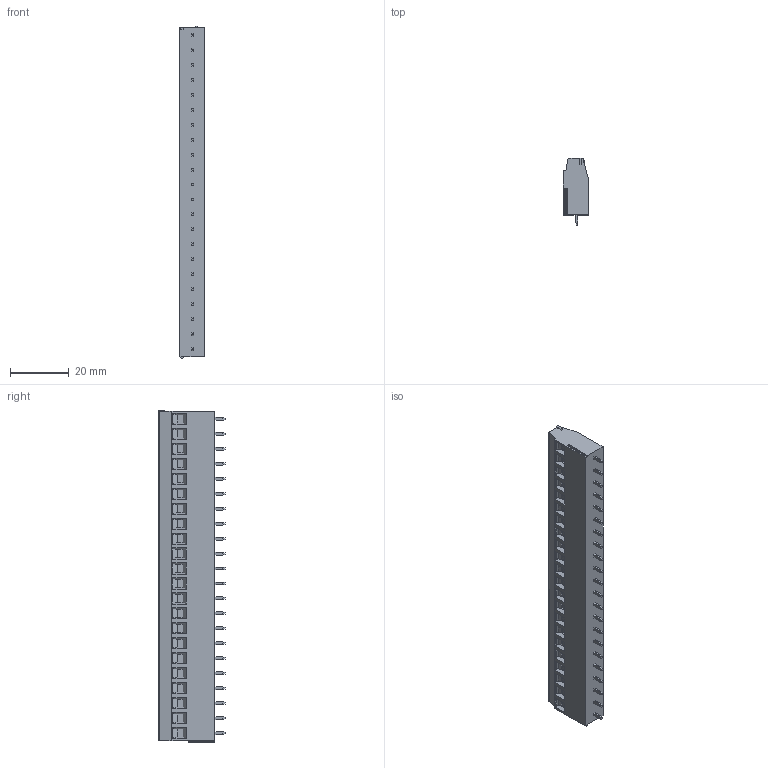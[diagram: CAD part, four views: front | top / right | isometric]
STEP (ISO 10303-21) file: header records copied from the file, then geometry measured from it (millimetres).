
FILE_DESCRIPTION((''),'2;1');
FILE_NAME('PRT0053','2025-01-17T',('yanfa'),(''),'PRO/ENGINEER BY PARAMETRIC TECHNOLOGY CORPORATION, 2009280','PRO/ENGINEER BY PARAMETRIC TECHNOLOGY CORPORATION, 2009280','');
FILE_SCHEMA(('AUTOMOTIVE_DESIGN_CC2 { 1 2 10303 214 -1 1 5 2 }'));
Length unit declared in the file: millimetre
Products named in the file (1): PRT0053
Bounding box: 8.6 x 22.6 x 112.76 mm (x, y, z)
Volume: 16295.9 mm3; surface area: 7437.5 mm2
Topology: 1 solids, 1 shells, 987 faces, 2405 edges, 1486 vertices
Faces by surface type: plane 597, cylinder 236, cone 88, torus 44, sphere 22
Entity records: 29061 total; most frequent: CARTESIAN_POINT 5934, ORIENTED_EDGE 4766, DIRECTION 4763, EDGE_CURVE 2383, VECTOR 1625, LINE 1625, AXIS2_PLACEMENT_3D 1569, VERTEX_POINT 1486
